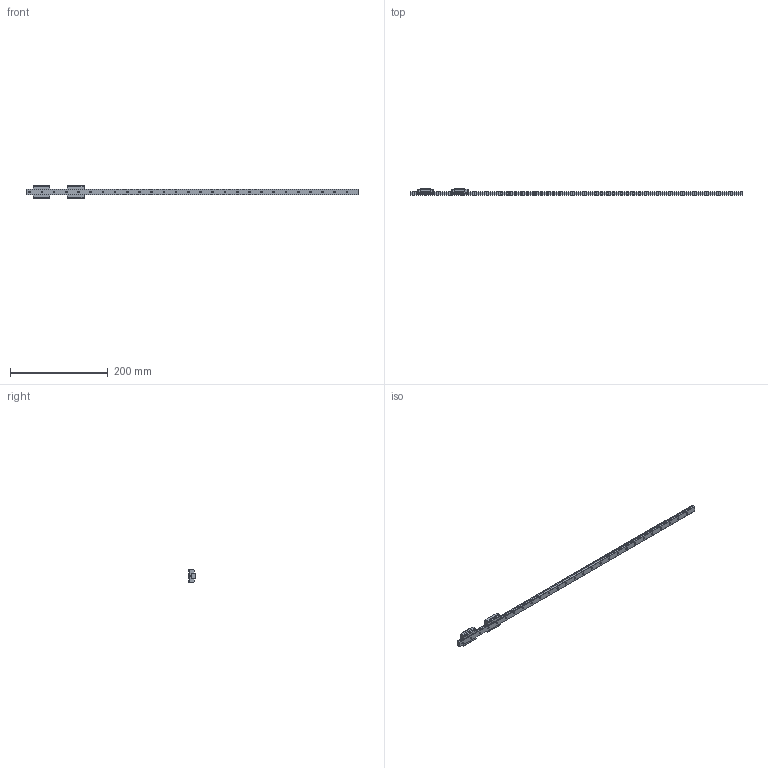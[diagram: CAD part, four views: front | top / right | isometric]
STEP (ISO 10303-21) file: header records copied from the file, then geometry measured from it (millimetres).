
FILE_DESCRIPTION(/* description */ ('Compact Type SRS-M Track-SHW-CA'),/* implementation_level */ '2;1');
FILE_NAME(/* name */ 'SRS12M1SS7907_500000.stp',/* time_stamp */ '2015-10-23T22:51:45+02:00',/* author */ ('as'),/* organization */ ('THK'),/* preprocessor_version */ 'ST-DEVELOPER v16.1',/* originating_system */ 'Autodesk Inventor 2016',/* authorisation */ '');
FILE_SCHEMA (('AUTOMOTIVE_DESIGN { 1 0 10303 214 3 1 1 }'));
Length unit declared in the file: millimetre
Products named in the file (3): SRS12M7907_5_Track; SRS12MSS_Slider; SRS12M1SS7907_500000
Assembly tree (3 placements, depth 2):
  SRS12M1SS7907_500000
    SRS12M7907_5_Track
    SRS12MSS_Slider  x2
Bounding box: 680 x 13 x 27 mm (x, y, z)
Volume: 69723.2 mm3; surface area: 36579.8 mm2
Topology: 3 solids, 3 shells, 271 faces, 689 edges, 455 vertices
Faces by surface type: plane 156, cylinder 99, cone 16
Full cylindrical faces by diameter (mm): 2 x4, 2.459 x8, 3.5 x27, 6 x27
Entity records: 5166 total; most frequent: DIRECTION 908, CARTESIAN_POINT 835, ORIENTED_EDGE 728, EDGE_CURVE 364, AXIS2_PLACEMENT_3D 353, EDGE_LOOP 336, VERTEX_POINT 280, LINE 202
